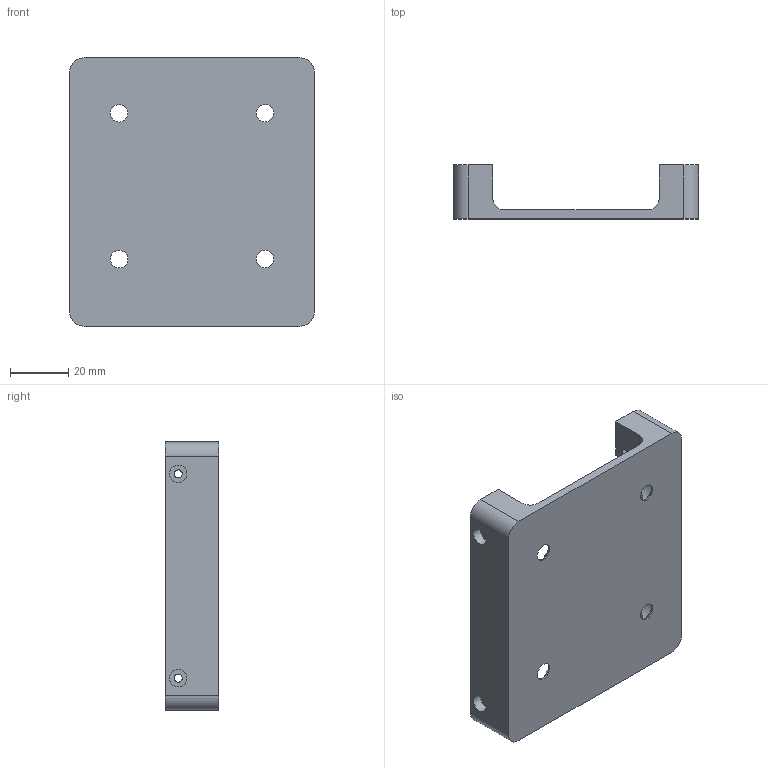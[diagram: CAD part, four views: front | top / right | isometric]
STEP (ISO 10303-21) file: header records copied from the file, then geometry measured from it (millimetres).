
FILE_DESCRIPTION(/* description */ (''),/* implementation_level */ '2;1');
FILE_NAME(/* name */ 'chipshouter mount - M3 M4 or 4-40 holding bolt.step',/* time_stamp */ '2022-12-05T23:06:04-04:00',/* author */ (''),/* organization */ (''),/* preprocessor_version */ 'ST-DEVELOPER v19.2',/* originating_system */ 'Autodesk Translation Framework v11.17.0.187',/* authorisation */ '');
FILE_SCHEMA (('AUTOMOTIVE_DESIGN { 1 0 10303 214 3 1 1 }'));
Length unit declared in the file: millimetre
Products named in the file (1): XYZ table rev_Middle Bracket - New v6
Bounding box: 84 x 18.5 x 92 mm (x, y, z)
Volume: 59370.5 mm3; surface area: 23213.2 mm2
Topology: 1 solids, 1 shells, 48 faces, 126 edges, 80 vertices
Faces by surface type: cylinder 26, plane 18, cone 4
Full cylindrical faces by diameter (mm): 2.769 x4, 6 x8
Entity records: 1607 total; most frequent: CARTESIAN_POINT 327, DIRECTION 268, ORIENTED_EDGE 252, EDGE_CURVE 126, AXIS2_PLACEMENT_3D 101, VERTEX_POINT 80, LINE 66, VECTOR 66
